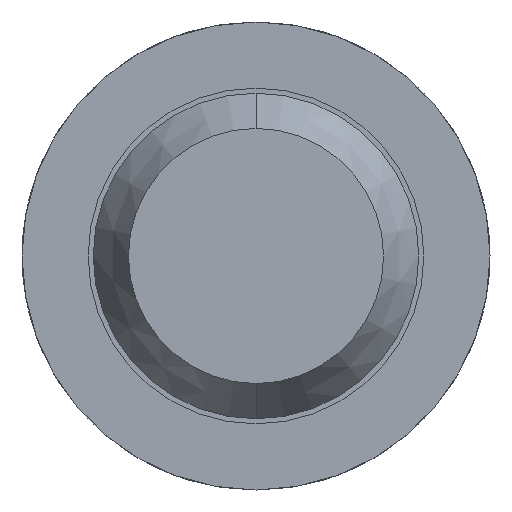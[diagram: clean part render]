
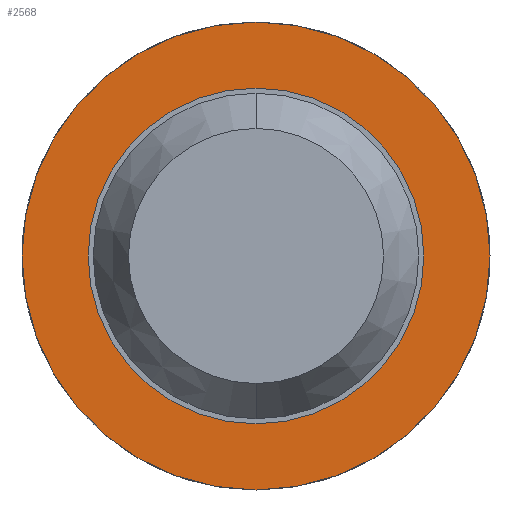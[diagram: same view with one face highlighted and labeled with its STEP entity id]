
A CAD part, front view. The second image highlights one B-rep face of the part: STEP entity #2568.
In plain terms, the highlighted planar face has unit normal (0, -1, 0).
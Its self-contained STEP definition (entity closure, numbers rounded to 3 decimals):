
#50 = DIRECTION ( 'NONE',  ( 0., 0., 1. ) ) ;
#104 = CARTESIAN_POINT ( 'NONE',  ( 0., -2., 1.15 ) ) ;
#284 = EDGE_CURVE ( 'Defeature ausgef�hrt2_3+Defeature ausgef�hrt2_12+Defeature ausgef�hrt2_12+Defeature ausgef�hrt2_12', #1030, #3099, #369, .T. ) ;
#294 = DIRECTION ( 'NONE',  ( 0., 1., 0. ) ) ;
#369 = CIRCLE ( 'NONE', #1732, 1.15 ) ;
#392 = EDGE_CURVE ( 'Defeature ausgef�hrt2_12+Defeature ausgef�hrt2_11+Defeature ausgef�hrt2_11+Defeature ausgef�hrt2_11', #789, #2425, #2018, .T. ) ;
#638 = ORIENTED_EDGE ( 'NONE', *, *, #392, .T. ) ;
#646 = DIRECTION ( 'NONE',  ( 0., 0., 1. ) ) ;
#775 = AXIS2_PLACEMENT_3D ( 'NONE', #2756, #3737, #50 ) ;
#789 = VERTEX_POINT ( 'NONE', #2981 ) ;
#795 = DIRECTION ( 'NONE',  ( 0., 0., 1. ) ) ;
#797 = CARTESIAN_POINT ( 'NONE',  ( 0.825, -2., 0. ) ) ;
#807 = CARTESIAN_POINT ( 'NONE',  ( 0., -2., -1.15 ) ) ;
#1030 = VERTEX_POINT ( 'NONE', #104 ) ;
#1162 = DIRECTION ( 'NONE',  ( 0., 1., 0. ) ) ;
#1279 = FACE_OUTER_BOUND ( 'NONE', #1952, .T. ) ;
#1605 = EDGE_CURVE ( 'Defeature ausgef�hrt2_12+Defeature ausgef�hrt2_11+Defeature ausgef�hrt2_11+Defeature ausgef�hrt2_11', #2425, #789, #2743, .T. ) ;
#1732 = AXIS2_PLACEMENT_3D ( 'NONE', #2339, #294, #2671 ) ;
#1857 = DIRECTION ( 'NONE',  ( 0., 0., 1. ) ) ;
#1952 = EDGE_LOOP ( 'NONE', ( #3325, #2357 ) ) ;
#2018 = CIRCLE ( 'NONE', #775, 0.825 ) ;
#2339 = CARTESIAN_POINT ( 'NONE',  ( 0., -2., 0. ) ) ;
#2357 = ORIENTED_EDGE ( 'NONE', *, *, #3529, .F. ) ;
#2406 = AXIS2_PLACEMENT_3D ( 'NONE', #2812, #2453, #795 ) ;
#2425 = VERTEX_POINT ( 'NONE', #2759 ) ;
#2453 = DIRECTION ( 'NONE',  ( 0., 1., 0. ) ) ;
#2550 = CIRCLE ( 'NONE', #2406, 1.15 ) ;
#2568 = ADVANCED_FACE ( 'Defeature ausgef�hrt2_12', ( #1279, #3060 ), #3826, .F. ) ;
#2651 = CARTESIAN_POINT ( 'NONE',  ( 0., -2., 0. ) ) ;
#2671 = DIRECTION ( 'NONE',  ( 0., 0., 1. ) ) ;
#2743 = CIRCLE ( 'NONE', #3269, 0.825 ) ;
#2756 = CARTESIAN_POINT ( 'NONE',  ( 0., -2., 0. ) ) ;
#2759 = CARTESIAN_POINT ( 'NONE',  ( 0., -2., 0.825 ) ) ;
#2812 = CARTESIAN_POINT ( 'NONE',  ( 0., -2., 0. ) ) ;
#2929 = EDGE_LOOP ( 'NONE', ( #4350, #638 ) ) ;
#2981 = CARTESIAN_POINT ( 'NONE',  ( 0., -2., -0.825 ) ) ;
#3060 = FACE_BOUND ( 'NONE', #2929, .T. ) ;
#3099 = VERTEX_POINT ( 'NONE', #807 ) ;
#3269 = AXIS2_PLACEMENT_3D ( 'NONE', #2651, #3651, #646 ) ;
#3325 = ORIENTED_EDGE ( 'NONE', *, *, #284, .F. ) ;
#3529 = EDGE_CURVE ( 'Defeature ausgef�hrt2_3+Defeature ausgef�hrt2_12+Defeature ausgef�hrt2_12+Defeature ausgef�hrt2_12', #3099, #1030, #2550, .T. ) ;
#3651 = DIRECTION ( 'NONE',  ( 0., 1., 0. ) ) ;
#3737 = DIRECTION ( 'NONE',  ( 0., 1., 0. ) ) ;
#3826 = PLANE ( 'NONE',  #4081 ) ;
#4081 = AXIS2_PLACEMENT_3D ( 'NONE', #797, #1162, #1857 ) ;
#4350 = ORIENTED_EDGE ( 'NONE', *, *, #1605, .T. ) ;
